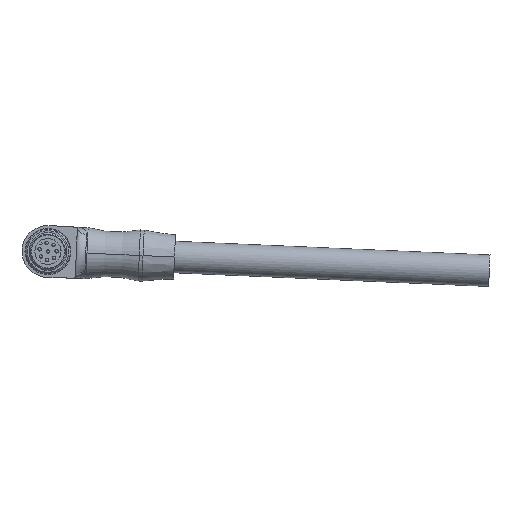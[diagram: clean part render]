
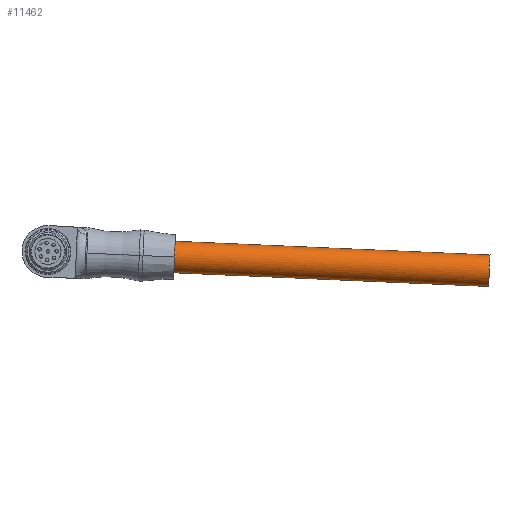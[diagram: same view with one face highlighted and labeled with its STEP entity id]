
A CAD part, left-side view. The second image highlights one B-rep face of the part: STEP entity #11462.
In plain terms, the highlighted cylindrical face has radius 5 mm (diameter 10 mm), a partial arc.
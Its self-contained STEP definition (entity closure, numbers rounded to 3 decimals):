
#2346=CARTESIAN_POINT('',(37.467,-43.642,4.926));
#2347=DIRECTION('',(0.,-0.999,-0.044));
#2348=DIRECTION('',(0.,-0.044,0.999));
#2349=AXIS2_PLACEMENT_3D('',#2346,#2347,#2348);
#2369=DIRECTION('',(0.,-0.999,-0.044));
#2370=VECTOR('',#2369,100.);
#2371=CARTESIAN_POINT('',(37.467,-43.424,
-0.069));
#2372=LINE('',#2371,#2370);
#2373=DIRECTION('',(0.,0.999,0.044));
#2374=VECTOR('',#2373,100.);
#2375=CARTESIAN_POINT('',(37.467,-143.765,5.567));
#2376=LINE('',#2375,#2374);
#2377=CARTESIAN_POINT('',(37.467,-143.547,
0.572));
#2378=DIRECTION('',(0.,-0.999,-0.044));
#2379=DIRECTION('',(0.,-0.044,0.999));
#2380=AXIS2_PLACEMENT_3D('',#2377,#2378,#2379);
#6015=CARTESIAN_POINT('',(37.467,-43.86,9.922));
#6016=CARTESIAN_POINT('',(37.467,-43.424,
-0.069));
#6017=VERTEX_POINT('',#6015);
#6018=VERTEX_POINT('',#6016);
#6019=CARTESIAN_POINT('',(37.467,-143.765,5.567));
#6020=VERTEX_POINT('',#6019);
#6021=CARTESIAN_POINT('',(37.467,-143.329,
-4.423));
#6022=VERTEX_POINT('',#6021);
#11448=CARTESIAN_POINT('',(37.467,-41.644,
5.014));
#11449=DIRECTION('',(0.,-0.999,-0.044));
#11450=DIRECTION('',(0.,-0.044,0.999));
#11451=AXIS2_PLACEMENT_3D('',#11448,#11449,#11450);
#11452=CYLINDRICAL_SURFACE('',#11451,5.);
#11453=ORIENTED_EDGE('',*,*,#11429,.F.);
#11455=ORIENTED_EDGE('',*,*,#11454,.F.);
#11457=ORIENTED_EDGE('',*,*,#11456,.T.);
#11459=ORIENTED_EDGE('',*,*,#11458,.F.);
#11460=EDGE_LOOP('',(#11453,#11455,#11457,#11459));
#11461=FACE_OUTER_BOUND('',#11460,.F.);
#2350=CIRCLE('',#2349,5.);
#2381=CIRCLE('',#2380,5.);
#11429=EDGE_CURVE('',#6017,#6018,#2350,.T.);
#11454=EDGE_CURVE('',#6020,#6017,#2376,.T.);
#11456=EDGE_CURVE('',#6020,#6022,#2381,.T.);
#11458=EDGE_CURVE('',#6018,#6022,#2372,.T.);
#11462=ADVANCED_FACE('',(#11461),#11452,.T.);
